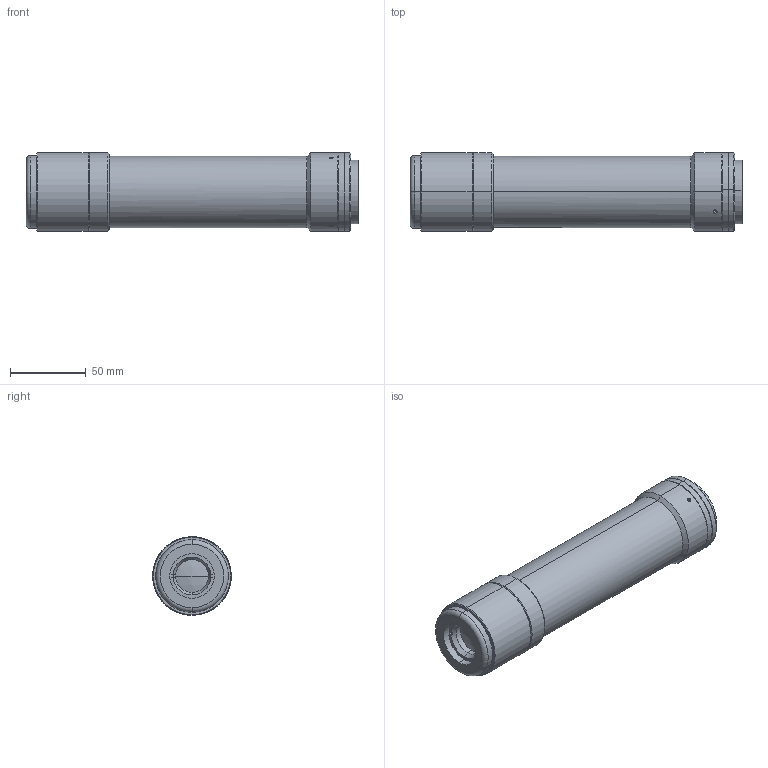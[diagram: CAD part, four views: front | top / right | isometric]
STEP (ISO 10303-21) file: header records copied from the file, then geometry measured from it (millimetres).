
FILE_DESCRIPTION (( 'STEP AP203' ), '1' );
FILE_NAME ('DP23012_MC4K150X-N.step', '2020-09-11T13:35:45', ( '' ), ( '' ), 'SwSTEP 2.0', 'SolidWorks 2020', '' );
FILE_SCHEMA (( 'CONFIG_CONTROL_DESIGN' ));
Length unit declared in the file: millimetre
Products named in the file (1): DP23012_MC4K150X-N
Bounding box: 219.29 x 52 x 52 mm (x, y, z)
Surface area: 49624.6 mm2 (no closed solid volume)
Topology: 0 solids, 11 shells, 80 faces, 214 edges, 147 vertices
Faces by surface type: cylinder 34, plane 24, cone 18, sphere 2, torus 2
Entity records: 3010 total; most frequent: CARTESIAN_POINT 909, DIRECTION 459, ORIENTED_EDGE 352, EDGE_CURVE 214, AXIS2_PLACEMENT_3D 187, VERTEX_POINT 147, CIRCLE 106, EDGE_LOOP 96
